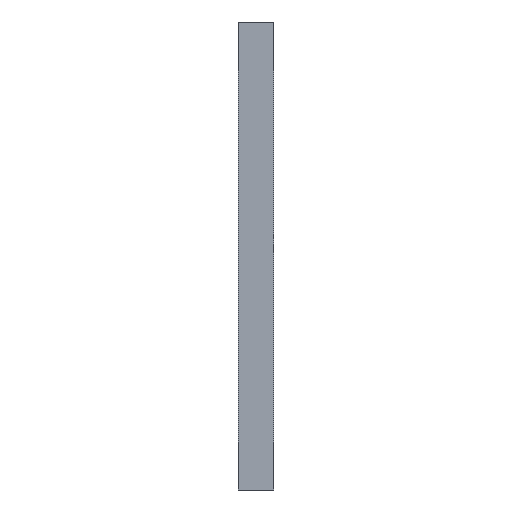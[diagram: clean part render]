
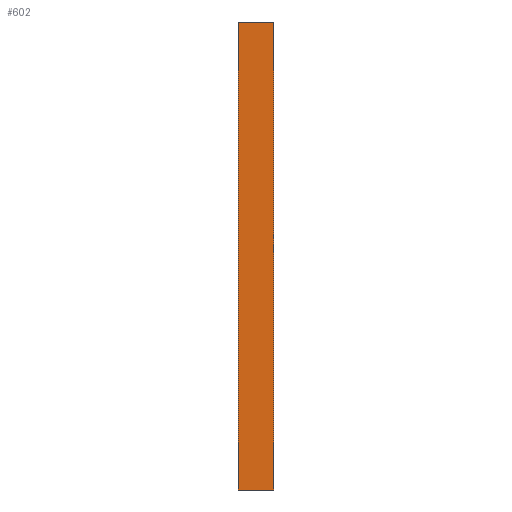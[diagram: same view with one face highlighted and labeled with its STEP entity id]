
A CAD part, left-side view. The second image highlights one B-rep face of the part: STEP entity #602.
In plain terms, the highlighted planar face has unit normal (-1, 0, 0).
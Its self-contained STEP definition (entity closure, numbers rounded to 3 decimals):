
#145 = CARTESIAN_POINT ( 'NONE',  ( -1000., 0., 20. ) ) ;
#160 = EDGE_CURVE ( 'NONE', #1704, #1587, #3076, .T. ) ;
#283 = DIRECTION ( 'NONE',  ( 0., 0., 1. ) ) ;
#602 = ADVANCED_FACE ( 'NONE', ( #5188 ), #1173, .T. ) ;
#653 = VECTOR ( 'NONE', #4929, 1000. ) ;
#1173 = PLANE ( 'NONE',  #1490 ) ;
#1390 = EDGE_CURVE ( 'NONE', #3002, #1587, #2486, .T. ) ;
#1490 = AXIS2_PLACEMENT_3D ( 'NONE', #4320, #1608, #4777 ) ;
#1494 = CARTESIAN_POINT ( 'NONE',  ( -1000., 0., 20. ) ) ;
#1587 = VERTEX_POINT ( 'NONE', #1494 ) ;
#1608 = DIRECTION ( 'NONE',  ( -1., 0., 0. ) ) ;
#1704 = VERTEX_POINT ( 'NONE', #1889 ) ;
#1834 = EDGE_CURVE ( 'NONE', #4185, #1704, #4519, .T. ) ;
#1889 = CARTESIAN_POINT ( 'NONE',  ( -1000., 0., -20. ) ) ;
#1971 = ORIENTED_EDGE ( 'NONE', *, *, #1834, .F. ) ;
#2224 = CARTESIAN_POINT ( 'NONE',  ( -1000., -3., -20. ) ) ;
#2294 = CARTESIAN_POINT ( 'NONE',  ( -1000., -3., -20. ) ) ;
#2486 = LINE ( 'NONE', #3279, #4753 ) ;
#2586 = CARTESIAN_POINT ( 'NONE',  ( -1000., -3., 20. ) ) ;
#2674 = LINE ( 'NONE', #2956, #5080 ) ;
#2956 = CARTESIAN_POINT ( 'NONE',  ( -1000., -3., 20. ) ) ;
#3002 = VERTEX_POINT ( 'NONE', #2586 ) ;
#3076 = LINE ( 'NONE', #145, #5344 ) ;
#3279 = CARTESIAN_POINT ( 'NONE',  ( -1000., -3., 20. ) ) ;
#3301 = DIRECTION ( 'NONE',  ( 0., 1., 0. ) ) ;
#3549 = EDGE_CURVE ( 'NONE', #4185, #3002, #2674, .T. ) ;
#3736 = DIRECTION ( 'NONE',  ( 0., 0., 1. ) ) ;
#4185 = VERTEX_POINT ( 'NONE', #2294 ) ;
#4320 = CARTESIAN_POINT ( 'NONE',  ( -1000., -3., 20. ) ) ;
#4398 = ORIENTED_EDGE ( 'NONE', *, *, #3549, .T. ) ;
#4519 = LINE ( 'NONE', #2224, #653 ) ;
#4667 = ORIENTED_EDGE ( 'NONE', *, *, #160, .F. ) ;
#4735 = ORIENTED_EDGE ( 'NONE', *, *, #1390, .T. ) ;
#4753 = VECTOR ( 'NONE', #3301, 1000. ) ;
#4777 = DIRECTION ( 'NONE',  ( 0., 0., 1. ) ) ;
#4929 = DIRECTION ( 'NONE',  ( 0., 1., 0. ) ) ;
#5080 = VECTOR ( 'NONE', #283, 1000. ) ;
#5188 = FACE_OUTER_BOUND ( 'NONE', #5204, .T. ) ;
#5204 = EDGE_LOOP ( 'NONE', ( #4667, #1971, #4398, #4735 ) ) ;
#5344 = VECTOR ( 'NONE', #3736, 1000. ) ;
